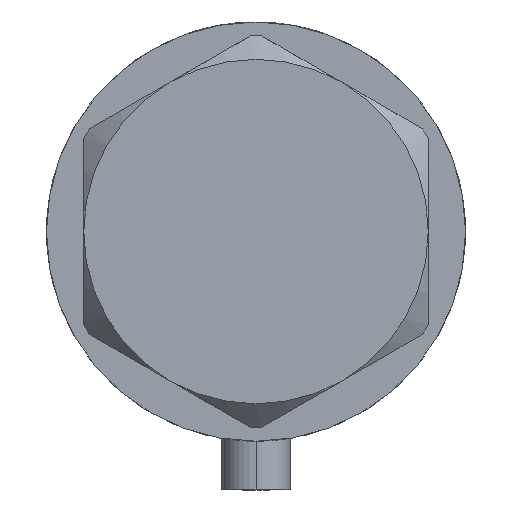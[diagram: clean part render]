
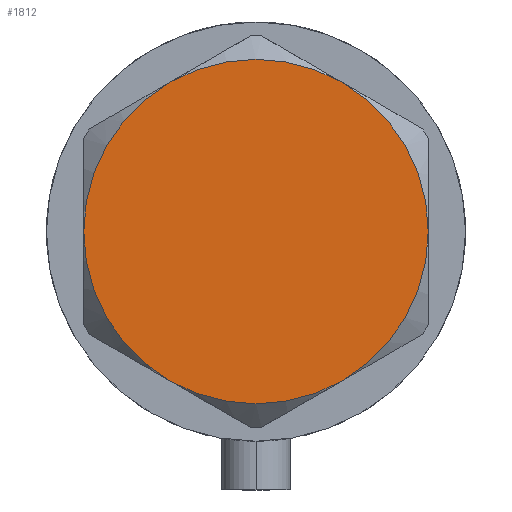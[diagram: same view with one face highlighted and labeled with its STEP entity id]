
A CAD part, left-side view. The second image highlights one B-rep face of the part: STEP entity #1812.
In plain terms, the highlighted face is planar.
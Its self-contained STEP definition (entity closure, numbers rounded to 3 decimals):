
#322 = EDGE_CURVE ( 'NONE', #2863, #3522, #1641, .T. ) ;
#350 = EDGE_CURVE ( 'NONE', #3546, #1949, #558, .T. ) ;
#389 = CARTESIAN_POINT ( 'NONE',  ( 30., 0., 14.5 ) ) ;
#497 = CARTESIAN_POINT ( 'NONE',  ( 15., -25.981, 14.5 ) ) ;
#509 = CARTESIAN_POINT ( 'NONE',  ( -30., 0., 14.5 ) ) ;
#534 = ORIENTED_EDGE ( 'NONE', *, *, #2879, .T. ) ;
#558 = CIRCLE ( 'NONE', #2775, 30. ) ;
#598 = DIRECTION ( 'NONE',  ( 1., 0., 0. ) ) ;
#631 = EDGE_CURVE ( 'NONE', #1949, #2863, #1353, .T. ) ;
#709 = AXIS2_PLACEMENT_3D ( 'NONE', #2300, #2397, #598 ) ;
#812 = DIRECTION ( 'NONE',  ( 0., 0., 1. ) ) ;
#832 = CARTESIAN_POINT ( 'NONE',  ( 0., 0., 14.5 ) ) ;
#1039 = CARTESIAN_POINT ( 'NONE',  ( -15., 25.981, 14.5 ) ) ;
#1155 = CIRCLE ( 'NONE', #1943, 30. ) ;
#1180 = CARTESIAN_POINT ( 'NONE',  ( 0., 0., 14.5 ) ) ;
#1258 = CARTESIAN_POINT ( 'NONE',  ( 0., 0., 14.5 ) ) ;
#1353 = CIRCLE ( 'NONE', #4036, 30. ) ;
#1407 = DIRECTION ( 'NONE',  ( 1., 0., 0. ) ) ;
#1494 = AXIS2_PLACEMENT_3D ( 'NONE', #1180, #1611, #3273 ) ;
#1514 = AXIS2_PLACEMENT_3D ( 'NONE', #3544, #1881, #3259 ) ;
#1611 = DIRECTION ( 'NONE',  ( 0., 0., 1. ) ) ;
#1631 = EDGE_LOOP ( 'NONE', ( #534, #2942, #3440, #1975, #4055, #4415 ) ) ;
#1641 = CIRCLE ( 'NONE', #4456, 30. ) ;
#1694 = CARTESIAN_POINT ( 'NONE',  ( -15., -25.981, 14.5 ) ) ;
#1752 = DIRECTION ( 'NONE',  ( 1., 0., 0. ) ) ;
#1812 = ADVANCED_FACE ( 'NONE', ( #2904 ), #2246, .T. ) ;
#1881 = DIRECTION ( 'NONE',  ( 0., 0., 1. ) ) ;
#1943 = AXIS2_PLACEMENT_3D ( 'NONE', #832, #812, #3976 ) ;
#1949 = VERTEX_POINT ( 'NONE', #1039 ) ;
#1975 = ORIENTED_EDGE ( 'NONE', *, *, #631, .T. ) ;
#2044 = VERTEX_POINT ( 'NONE', #497 ) ;
#2168 = DIRECTION ( 'NONE',  ( 0., 0., 1. ) ) ;
#2246 = PLANE ( 'NONE',  #1494 ) ;
#2300 = CARTESIAN_POINT ( 'NONE',  ( 0., 0., 14.5 ) ) ;
#2397 = DIRECTION ( 'NONE',  ( 0., 0., 1. ) ) ;
#2504 = DIRECTION ( 'NONE',  ( 0., 0., 1. ) ) ;
#2518 = EDGE_CURVE ( 'NONE', #2786, #3546, #1155, .T. ) ;
#2578 = DIRECTION ( 'NONE',  ( 0., 0., 1. ) ) ;
#2775 = AXIS2_PLACEMENT_3D ( 'NONE', #1258, #2578, #3265 ) ;
#2786 = VERTEX_POINT ( 'NONE', #389 ) ;
#2798 = CARTESIAN_POINT ( 'NONE',  ( 0., 0., 14.5 ) ) ;
#2863 = VERTEX_POINT ( 'NONE', #509 ) ;
#2879 = EDGE_CURVE ( 'NONE', #2044, #2786, #3161, .T. ) ;
#2904 = FACE_OUTER_BOUND ( 'NONE', #1631, .T. ) ;
#2942 = ORIENTED_EDGE ( 'NONE', *, *, #2518, .T. ) ;
#3161 = CIRCLE ( 'NONE', #1514, 30. ) ;
#3259 = DIRECTION ( 'NONE',  ( 1., 0., 0. ) ) ;
#3265 = DIRECTION ( 'NONE',  ( 1., 0., 0. ) ) ;
#3273 = DIRECTION ( 'NONE',  ( 1., 0., 0. ) ) ;
#3440 = ORIENTED_EDGE ( 'NONE', *, *, #350, .T. ) ;
#3522 = VERTEX_POINT ( 'NONE', #1694 ) ;
#3544 = CARTESIAN_POINT ( 'NONE',  ( 0., 0., 14.5 ) ) ;
#3546 = VERTEX_POINT ( 'NONE', #4163 ) ;
#3976 = DIRECTION ( 'NONE',  ( 1., 0., 0. ) ) ;
#4036 = AXIS2_PLACEMENT_3D ( 'NONE', #2798, #2504, #1407 ) ;
#4055 = ORIENTED_EDGE ( 'NONE', *, *, #322, .T. ) ;
#4163 = CARTESIAN_POINT ( 'NONE',  ( 15., 25.981, 14.5 ) ) ;
#4247 = CARTESIAN_POINT ( 'NONE',  ( 0., 0., 14.5 ) ) ;
#4281 = EDGE_CURVE ( 'NONE', #3522, #2044, #4461, .T. ) ;
#4415 = ORIENTED_EDGE ( 'NONE', *, *, #4281, .T. ) ;
#4456 = AXIS2_PLACEMENT_3D ( 'NONE', #4247, #2168, #1752 ) ;
#4461 = CIRCLE ( 'NONE', #709, 30. ) ;
